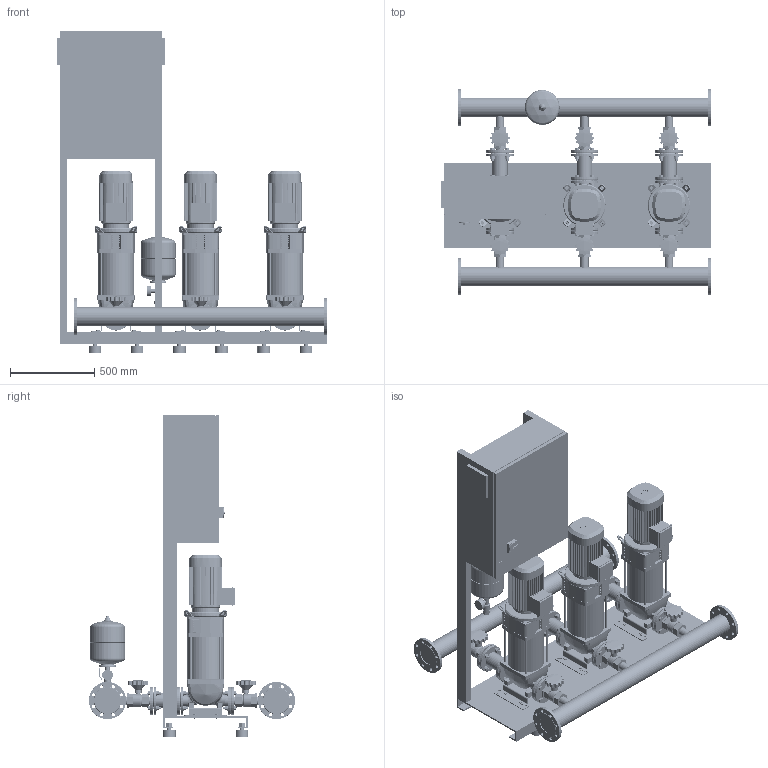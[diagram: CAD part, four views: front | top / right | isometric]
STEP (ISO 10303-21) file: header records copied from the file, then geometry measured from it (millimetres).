
FILE_DESCRIPTION((''),'2;1');
FILE_NAME('3d_COR-3HELIXV2203_K_CC-01-2530555.stp','2016-01-22T14:01:51',(''),(''),'Mechanical Desktop 2009','Mechanical Desktop 2009',', , ');
FILE_SCHEMA(('CONFIG_CONTROL_DESIGN'));
Length unit declared in the file: millimetre
Products named in the file (1): Product
Bounding box: 1600 x 1220 x 1905 mm (x, y, z)
Volume: 291933282.9 mm3; surface area: 14220562.1 mm2
Topology: 167 solids, 167 shells, 5593 faces, 14071 edges, 9141 vertices
Faces by surface type: plane 2296, cylinder 1615, bspline 1184, cone 292, torus 198, sphere 8
Entity records: 187487 total; most frequent: CARTESIAN_POINT 52889, ORIENTED_EDGE 28130, DIRECTION 27190, EDGE_CURVE 14065, AXIS2_PLACEMENT_3D 9467, VERTEX_POINT 9137, VECTOR 8256, LINE 8256
